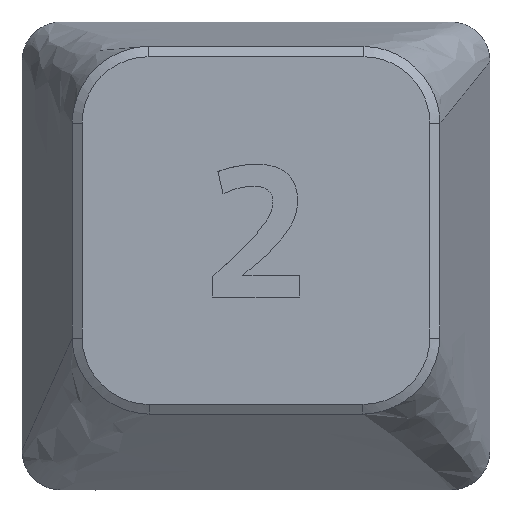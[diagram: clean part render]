
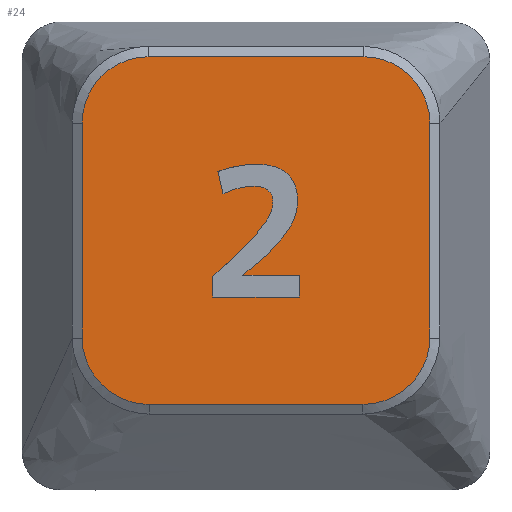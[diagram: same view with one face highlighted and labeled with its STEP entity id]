
A CAD part, top view. The second image highlights one B-rep face of the part: STEP entity #24.
In plain terms, the highlighted planar face has unit normal (0, 0, 1).
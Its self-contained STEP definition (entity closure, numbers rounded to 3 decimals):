
#17=FACE_BOUND('',#155,.T.);
#24=ADVANCED_FACE('',(#88,#17),#1007,.T.);
#88=FACE_OUTER_BOUND('',#154,.T.);
#154=EDGE_LOOP('',(#251,#252,#253,#254,#255,#256,#257,#258));
#155=EDGE_LOOP('',(#259,#260,#261,#262,#263,#264,#265,#266,#267));
#251=ORIENTED_EDGE('',*,*,#555,.T.);
#252=ORIENTED_EDGE('',*,*,#575,.T.);
#253=ORIENTED_EDGE('',*,*,#573,.T.);
#254=ORIENTED_EDGE('',*,*,#571,.T.);
#255=ORIENTED_EDGE('',*,*,#569,.T.);
#256=ORIENTED_EDGE('',*,*,#552,.T.);
#257=ORIENTED_EDGE('',*,*,#566,.T.);
#258=ORIENTED_EDGE('',*,*,#564,.T.);
#259=ORIENTED_EDGE('',*,*,#666,.F.);
#260=ORIENTED_EDGE('',*,*,#665,.F.);
#261=ORIENTED_EDGE('',*,*,#664,.F.);
#262=ORIENTED_EDGE('',*,*,#663,.F.);
#263=ORIENTED_EDGE('',*,*,#662,.F.);
#264=ORIENTED_EDGE('',*,*,#661,.F.);
#265=ORIENTED_EDGE('',*,*,#660,.F.);
#266=ORIENTED_EDGE('',*,*,#659,.F.);
#267=ORIENTED_EDGE('',*,*,#658,.F.);
#552=EDGE_CURVE('',#880,#879,#741,.T.);
#555=EDGE_CURVE('',#870,#884,#744,.T.);
#564=EDGE_CURVE('',#878,#870,#753,.T.);
#566=EDGE_CURVE('',#879,#878,#755,.T.);
#569=EDGE_CURVE('',#881,#880,#758,.T.);
#571=EDGE_CURVE('',#882,#881,#760,.T.);
#573=EDGE_CURVE('',#883,#882,#762,.T.);
#575=EDGE_CURVE('',#884,#883,#764,.T.);
#658=EDGE_CURVE('',#931,#932,#833,.T.);
#659=EDGE_CURVE('',#932,#933,#834,.T.);
#660=EDGE_CURVE('',#933,#934,#835,.T.);
#661=EDGE_CURVE('',#934,#935,#836,.T.);
#662=EDGE_CURVE('',#935,#936,#837,.T.);
#663=EDGE_CURVE('',#936,#937,#838,.T.);
#664=EDGE_CURVE('',#937,#938,#839,.T.);
#665=EDGE_CURVE('',#938,#939,#840,.T.);
#666=EDGE_CURVE('',#939,#931,#841,.T.);
#741=B_SPLINE_CURVE_WITH_KNOTS('',3,(#1575,#1576,#1577,#1578),
 .UNSPECIFIED.,.F.,.F.,(4,4),(-20.393,-12.086),
 .UNSPECIFIED.);
#744=B_SPLINE_CURVE_WITH_KNOTS('',3,(#1585,#1586,#1587,#1588,#1589),
 .UNSPECIFIED.,.F.,.F.,(4,1,4),(-48.917,-46.906,-44.896),
 .UNSPECIFIED.);
#753=B_SPLINE_CURVE_WITH_KNOTS('',3,(#1624,#1625,#1626,#1627),
 .UNSPECIFIED.,.F.,.F.,(4,4),(-8.095,0.17),
 .UNSPECIFIED.);
#755=B_SPLINE_CURVE_WITH_KNOTS('',3,(#1630,#1631,#1632,#1633,#1634),
 .UNSPECIFIED.,.F.,.F.,(4,1,4),(-12.086,-10.092,-8.095),
 .UNSPECIFIED.);
#758=B_SPLINE_CURVE_WITH_KNOTS('',3,(#1639,#1640,#1641,#1642,#1643),
 .UNSPECIFIED.,.F.,.F.,(4,1,4),(-24.384,-22.386,-20.393),
 .UNSPECIFIED.);
#760=B_SPLINE_CURVE_WITH_KNOTS('',3,(#1646,#1647,#1648,#1649),
 .UNSPECIFIED.,.F.,.F.,(4,4),(-32.649,-24.384),
 .UNSPECIFIED.);
#762=B_SPLINE_CURVE_WITH_KNOTS('',3,(#1652,#1653,#1654,#1655,#1656),
 .UNSPECIFIED.,.F.,.F.,(4,1,4),(-36.669,-34.66,-32.649),
 .UNSPECIFIED.);
#764=B_SPLINE_CURVE_WITH_KNOTS('',3,(#1659,#1660,#1661,#1662),
 .UNSPECIFIED.,.F.,.F.,(4,4),(-44.896,-36.669),
 .UNSPECIFIED.);
#833=B_SPLINE_CURVE_WITH_KNOTS('',1,(#1957,#1958),.UNSPECIFIED.,.F.,.F.,
(2,2),(-17.,-16.),.UNSPECIFIED.);
#834=B_SPLINE_CURVE_WITH_KNOTS('',3,(#1959,#1960,#1961,#1962,#1963,#1964,
#1965),.UNSPECIFIED.,.F.,.F.,(4,3,4),(-16.,-15.,-14.),.UNSPECIFIED.);
#835=B_SPLINE_CURVE_WITH_KNOTS('',1,(#1966,#1967),.UNSPECIFIED.,.F.,.F.,
(2,2),(-14.,-13.),.UNSPECIFIED.);
#836=B_SPLINE_CURVE_WITH_KNOTS('',1,(#1968,#1969),.UNSPECIFIED.,.F.,.F.,
(2,2),(-13.,-12.),.UNSPECIFIED.);
#837=B_SPLINE_CURVE_WITH_KNOTS('',1,(#1970,#1971),.UNSPECIFIED.,.F.,.F.,
(2,2),(-12.,-11.),.UNSPECIFIED.);
#838=B_SPLINE_CURVE_WITH_KNOTS('',1,(#1972,#1973),.UNSPECIFIED.,.F.,.F.,
(2,2),(-11.,-10.),.UNSPECIFIED.);
#839=B_SPLINE_CURVE_WITH_KNOTS('',3,(#1974,#1975,#1976,#1977,#1978,#1979,
#1980,#1981,#1982,#1983,#1984,#1985,#1986),.UNSPECIFIED.,.F.,.F.,(4,3,3,
3,4),(-10.,-9.,-8.,-7.,-6.),.UNSPECIFIED.);
#840=B_SPLINE_CURVE_WITH_KNOTS('',1,(#1987,#1988),.UNSPECIFIED.,.F.,.F.,
(2,2),(-6.,-5.),.UNSPECIFIED.);
#841=B_SPLINE_CURVE_WITH_KNOTS('',3,(#1989,#1990,#1991,#1992,#1993,#1994,
#1995),.UNSPECIFIED.,.F.,.F.,(4,3,4),(-5.,-4.,-3.),.UNSPECIFIED.);
#870=VERTEX_POINT('',#1425);
#878=VERTEX_POINT('',#1433);
#879=VERTEX_POINT('',#1434);
#880=VERTEX_POINT('',#1435);
#881=VERTEX_POINT('',#1436);
#882=VERTEX_POINT('',#1437);
#883=VERTEX_POINT('',#1438);
#884=VERTEX_POINT('',#1439);
#931=VERTEX_POINT('',#1486);
#932=VERTEX_POINT('',#1487);
#933=VERTEX_POINT('',#1488);
#934=VERTEX_POINT('',#1489);
#935=VERTEX_POINT('',#1490);
#936=VERTEX_POINT('',#1491);
#937=VERTEX_POINT('',#1492);
#938=VERTEX_POINT('',#1493);
#939=VERTEX_POINT('',#1494);
#1007=PLANE('',#1074);
#1074=AXIS2_PLACEMENT_3D('',#1376,#1124,$);
#1124=DIRECTION('',(0.,0.,1.));
#1376=CARTESIAN_POINT('',(16.86,-10.86,14.));
#1425=CARTESIAN_POINT('',(17.312,-22.17,14.));
#1433=CARTESIAN_POINT('',(17.312,-13.905,14.));
#1434=CARTESIAN_POINT('',(19.847,-11.353,14.));
#1435=CARTESIAN_POINT('',(28.153,-11.353,14.));
#1436=CARTESIAN_POINT('',(30.688,-13.905,14.));
#1437=CARTESIAN_POINT('',(30.688,-22.17,14.));
#1438=CARTESIAN_POINT('',(28.114,-24.723,14.));
#1439=CARTESIAN_POINT('',(19.886,-24.723,14.));
#1486=CARTESIAN_POINT('',(24.651,-16.954,14.));
#1487=CARTESIAN_POINT('',(24.651,-16.96,14.));
#1488=CARTESIAN_POINT('',(22.34,-19.792,14.));
#1489=CARTESIAN_POINT('',(22.34,-20.593,14.));
#1490=CARTESIAN_POINT('',(25.66,-20.593,14.));
#1491=CARTESIAN_POINT('',(25.66,-19.753,14.));
#1492=CARTESIAN_POINT('',(23.499,-19.753,14.));
#1493=CARTESIAN_POINT('',(22.535,-15.776,14.));
#1494=CARTESIAN_POINT('',(22.73,-16.622,14.));
#1575=CARTESIAN_POINT('',(28.153,-11.353,14.));
#1576=CARTESIAN_POINT('',(25.384,-11.353,14.));
#1577=CARTESIAN_POINT('',(22.616,-11.353,14.));
#1578=CARTESIAN_POINT('',(19.847,-11.353,14.));
#1585=CARTESIAN_POINT('',(17.312,-22.17,14.));
#1586=CARTESIAN_POINT('',(17.309,-22.843,14.));
#1587=CARTESIAN_POINT('',(17.888,-24.165,14.));
#1588=CARTESIAN_POINT('',(19.215,-24.726,14.));
#1589=CARTESIAN_POINT('',(19.886,-24.723,14.));
#1624=CARTESIAN_POINT('',(17.312,-13.905,14.));
#1625=CARTESIAN_POINT('',(17.312,-16.66,14.));
#1626=CARTESIAN_POINT('',(17.312,-19.415,14.));
#1627=CARTESIAN_POINT('',(17.312,-22.17,14.));
#1630=CARTESIAN_POINT('',(19.847,-11.353,14.));
#1631=CARTESIAN_POINT('',(19.18,-11.349,14.));
#1632=CARTESIAN_POINT('',(17.864,-11.918,14.));
#1633=CARTESIAN_POINT('',(17.309,-13.238,14.));
#1634=CARTESIAN_POINT('',(17.312,-13.905,14.));
#1639=CARTESIAN_POINT('',(30.688,-13.905,14.));
#1640=CARTESIAN_POINT('',(30.691,-13.238,14.));
#1641=CARTESIAN_POINT('',(30.136,-11.918,14.));
#1642=CARTESIAN_POINT('',(28.82,-11.349,14.));
#1643=CARTESIAN_POINT('',(28.153,-11.353,14.));
#1646=CARTESIAN_POINT('',(30.688,-22.17,14.));
#1647=CARTESIAN_POINT('',(30.688,-19.415,14.));
#1648=CARTESIAN_POINT('',(30.688,-16.66,14.));
#1649=CARTESIAN_POINT('',(30.688,-13.905,14.));
#1652=CARTESIAN_POINT('',(28.114,-24.723,14.));
#1653=CARTESIAN_POINT('',(28.785,-24.726,14.));
#1654=CARTESIAN_POINT('',(30.112,-24.165,14.));
#1655=CARTESIAN_POINT('',(30.691,-22.843,14.));
#1656=CARTESIAN_POINT('',(30.688,-22.17,14.));
#1659=CARTESIAN_POINT('',(19.886,-24.723,14.));
#1660=CARTESIAN_POINT('',(22.629,-24.723,14.));
#1661=CARTESIAN_POINT('',(25.371,-24.723,14.));
#1662=CARTESIAN_POINT('',(28.114,-24.723,14.));
#1957=CARTESIAN_POINT('',(24.651,-16.954,14.));
#1958=CARTESIAN_POINT('',(24.651,-16.96,14.));
#1959=CARTESIAN_POINT('',(24.651,-16.96,14.));
#1960=CARTESIAN_POINT('',(24.651,-17.429,14.));
#1961=CARTESIAN_POINT('',(24.241,-17.937,14.));
#1962=CARTESIAN_POINT('',(23.642,-18.575,14.));
#1963=CARTESIAN_POINT('',(23.199,-19.044,14.));
#1964=CARTESIAN_POINT('',(22.73,-19.473,14.));
#1965=CARTESIAN_POINT('',(22.34,-19.792,14.));
#1966=CARTESIAN_POINT('',(22.34,-19.792,14.));
#1967=CARTESIAN_POINT('',(22.34,-20.593,14.));
#1968=CARTESIAN_POINT('',(22.34,-20.593,14.));
#1969=CARTESIAN_POINT('',(25.66,-20.593,14.));
#1970=CARTESIAN_POINT('',(25.66,-20.593,14.));
#1971=CARTESIAN_POINT('',(25.66,-19.753,14.));
#1972=CARTESIAN_POINT('',(25.66,-19.753,14.));
#1973=CARTESIAN_POINT('',(23.499,-19.753,14.));
#1974=CARTESIAN_POINT('',(23.499,-19.753,14.));
#1975=CARTESIAN_POINT('',(23.831,-19.473,14.));
#1976=CARTESIAN_POINT('',(24.234,-19.148,14.));
#1977=CARTESIAN_POINT('',(24.618,-18.764,14.));
#1978=CARTESIAN_POINT('',(25.224,-18.152,14.));
#1979=CARTESIAN_POINT('',(25.602,-17.579,14.));
#1980=CARTESIAN_POINT('',(25.602,-16.915,14.));
#1981=CARTESIAN_POINT('',(25.602,-15.749,14.));
#1982=CARTESIAN_POINT('',(24.794,-15.483,14.));
#1983=CARTESIAN_POINT('',(23.987,-15.483,14.));
#1984=CARTESIAN_POINT('',(23.499,-15.483,14.));
#1985=CARTESIAN_POINT('',(22.9,-15.606,14.));
#1986=CARTESIAN_POINT('',(22.535,-15.776,14.));
#1987=CARTESIAN_POINT('',(22.535,-15.776,14.));
#1988=CARTESIAN_POINT('',(22.73,-16.622,14.));
#1989=CARTESIAN_POINT('',(22.73,-16.622,14.));
#1990=CARTESIAN_POINT('',(23.089,-16.446,14.));
#1991=CARTESIAN_POINT('',(23.512,-16.329,14.));
#1992=CARTESIAN_POINT('',(23.922,-16.329,14.));
#1993=CARTESIAN_POINT('',(24.352,-16.329,14.));
#1994=CARTESIAN_POINT('',(24.651,-16.518,14.));
#1995=CARTESIAN_POINT('',(24.651,-16.954,14.));
